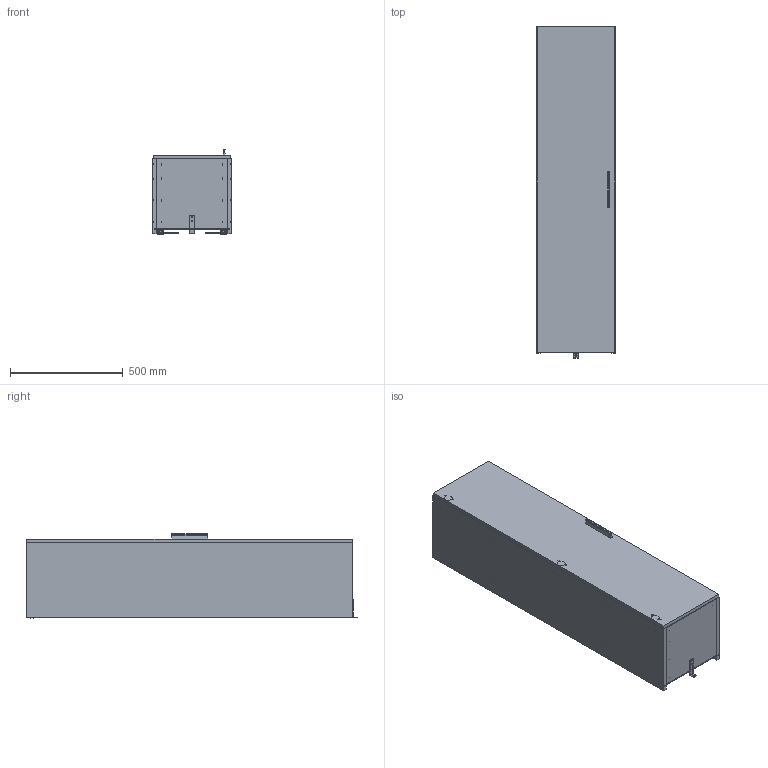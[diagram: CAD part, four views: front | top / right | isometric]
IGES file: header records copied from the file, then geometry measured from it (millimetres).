
Start section: SolidWorks IGES file using analytic representation for surfaces
Global section: file name: 66166_66167_66168_Mia Boy Dolap.IGS; native system: SolidWorks 2018; preprocessor: SolidWorks 2018; author: betul.incukur; date: 200922.104936; units: millimetre
Bounding box: 350 x 1472.63 x 375.7 mm (x, y, z)
Surface area: 5305292 mm2 (no closed solid volume)
Topology: 0 solids, 0 shells, 1083 faces, 17373 edges, 17313 vertices
Faces by surface type: revolution 602, bspline 481
